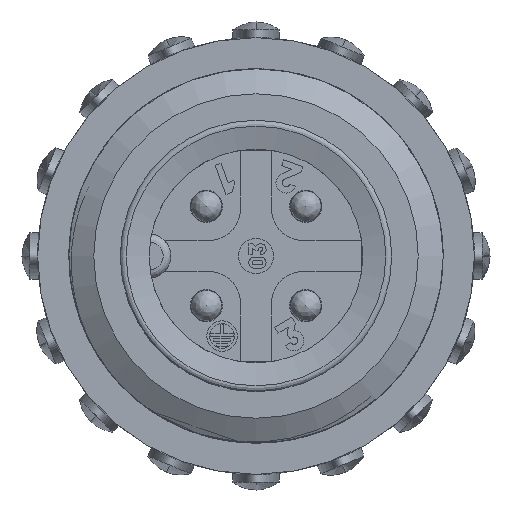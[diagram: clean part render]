
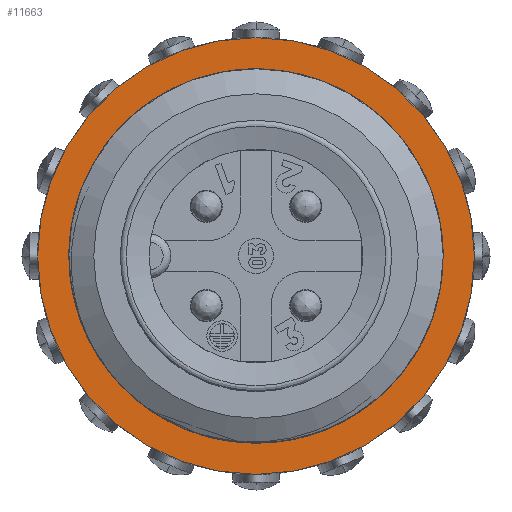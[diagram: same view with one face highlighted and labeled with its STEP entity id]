
A CAD part, left-side view. The second image highlights one B-rep face of the part: STEP entity #11663.
In plain terms, the highlighted planar face has unit normal (-1, 0, 0).
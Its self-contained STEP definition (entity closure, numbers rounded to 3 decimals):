
#6257=B_SPLINE_CURVE_WITH_KNOTS('',3,(#32451,#32452,#32453,#32454,#32455,
#32456,#32457,#32458,#32459,#32460,#32461,#32462,#32463,#32464),
 .UNSPECIFIED.,.F.,.F.,(4,2,2,2,2,2,4),(0.,0.063,0.125,0.25,
0.375,0.5,1.),.UNSPECIFIED.);
#6259=B_SPLINE_CURVE_WITH_KNOTS('',3,(#32676,#32677,#32678,#32679),
 .UNSPECIFIED.,.F.,.F.,(4,4),(0.,1.),.UNSPECIFIED.);
#6260=B_SPLINE_CURVE_WITH_KNOTS('',3,(#32818,#32819,#32820,#32821,#32822,
#32823,#32824,#32825,#32826,#32827,#32828,#32829,#32830,#32831,#32832),
 .UNSPECIFIED.,.F.,.F.,(4,2,2,2,1,2,2,4),(0.,0.5,0.625,
0.75,0.813,0.844,0.875,
1.),.UNSPECIFIED.);
#6261=B_SPLINE_CURVE_WITH_KNOTS('',3,(#33033,#33034,#33035,#33036,#33037,
#33038,#33039,#33040,#33041,#33042,#33043,#33044,#33045,#33046),
 .UNSPECIFIED.,.F.,.F.,(4,2,2,2,2,2,4),(0.,0.063,0.094,
0.125,0.25,0.5,1.),.UNSPECIFIED.);
#6263=B_SPLINE_CURVE_WITH_KNOTS('',3,(#33244,#33245,#33246,#33247),
 .UNSPECIFIED.,.F.,.F.,(4,4),(0.,1.),.UNSPECIFIED.);
#6264=B_SPLINE_CURVE_WITH_KNOTS('',3,(#33387,#33388,#33389,#33390,#33391,
#33392,#33393,#33394,#33395,#33396,#33397,#33398,#33399,#33400,#33401,#33402,
#33403),.UNSPECIFIED.,.F.,.F.,(4,2,2,2,1,2,2,2,4),(0.,0.25,
0.5,0.75,0.813,0.844,
0.875,0.938,1.),.UNSPECIFIED.);
#6846=PLANE('',#22323);
#11663=ADVANCED_FACE('',(#11943,#11944),#6846,.T.);
#11943=FACE_BOUND('',#12894,.T.);
#11944=FACE_BOUND('',#12895,.T.);
#12894=EDGE_LOOP('',(#17039,#17040,#17041,#17042,#17043,#17044));
#12895=EDGE_LOOP('',(#17045));
#17039=ORIENTED_EDGE('',*,*,#20671,.T.);
#17040=ORIENTED_EDGE('',*,*,#20669,.T.);
#17041=ORIENTED_EDGE('',*,*,#20667,.T.);
#17042=ORIENTED_EDGE('',*,*,#20665,.T.);
#17043=ORIENTED_EDGE('',*,*,#20663,.T.);
#17044=ORIENTED_EDGE('',*,*,#20661,.T.);
#17045=ORIENTED_EDGE('',*,*,#20734,.T.);
#18568=VERTEX_POINT('',#32450);
#18569=VERTEX_POINT('',#32465);
#18570=VERTEX_POINT('',#32680);
#18571=VERTEX_POINT('',#32833);
#18572=VERTEX_POINT('',#33047);
#18573=VERTEX_POINT('',#33248);
#18621=VERTEX_POINT('',#36333);
#20661=EDGE_CURVE('',#18569,#18568,#6257,.T.);
#20663=EDGE_CURVE('',#18570,#18569,#6259,.T.);
#20665=EDGE_CURVE('',#18571,#18570,#6260,.T.);
#20667=EDGE_CURVE('',#18572,#18571,#6261,.T.);
#20669=EDGE_CURVE('',#18573,#18572,#6263,.T.);
#20671=EDGE_CURVE('',#18568,#18573,#6264,.T.);
#20734=EDGE_CURVE('',#18621,#18621,#21205,.T.);
#21205=CIRCLE('',#22322,14.);
#22322=AXIS2_PLACEMENT_3D('',#36332,#26053,#26054);
#22323=AXIS2_PLACEMENT_3D('',#36334,#26055,#26056);
#26053=DIRECTION('',(-1.,0.,0.));
#26054=DIRECTION('',(0.,-1.,0.));
#26055=DIRECTION('',(-1.,0.,0.));
#26056=DIRECTION('',(0.,1.,0.));
#32450=CARTESIAN_POINT('',(-8.791,25.414,29.59));
#32451=CARTESIAN_POINT('',(-8.791,14.739,40.867));
#32452=CARTESIAN_POINT('',(-8.791,14.705,40.538));
#32453=CARTESIAN_POINT('',(-8.791,14.706,40.109));
#32454=CARTESIAN_POINT('',(-8.791,14.753,39.392));
#32455=CARTESIAN_POINT('',(-8.791,14.801,39.019));
#32456=CARTESIAN_POINT('',(-8.791,15.,37.955));
#32457=CARTESIAN_POINT('',(-8.791,15.223,37.227));
#32458=CARTESIAN_POINT('',(-8.791,15.79,35.878));
#32459=CARTESIAN_POINT('',(-8.791,16.132,35.242));
#32460=CARTESIAN_POINT('',(-8.791,16.935,34.046));
#32461=CARTESIAN_POINT('',(-8.791,17.417,33.465));
#32462=CARTESIAN_POINT('',(-8.791,19.908,30.966));
#32463=CARTESIAN_POINT('',(-8.791,22.579,29.766));
#32464=CARTESIAN_POINT('',(-8.791,25.414,29.59));
#32465=CARTESIAN_POINT('',(-8.791,14.739,40.867));
#32676=CARTESIAN_POINT('',(-8.791,15.369,43.584));
#32677=CARTESIAN_POINT('',(-8.791,15.045,42.71));
#32678=CARTESIAN_POINT('',(-8.791,14.834,41.794));
#32679=CARTESIAN_POINT('',(-8.791,14.739,40.867));
#32680=CARTESIAN_POINT('',(-8.791,15.369,43.584));
#32818=CARTESIAN_POINT('',(-8.791,26.799,51.959));
#32819=CARTESIAN_POINT('',(-8.791,24.133,52.123));
#32820=CARTESIAN_POINT('',(-8.791,21.539,51.301));
#32821=CARTESIAN_POINT('',(-8.791,18.932,49.261));
#32822=CARTESIAN_POINT('',(-8.791,18.451,48.812));
#32823=CARTESIAN_POINT('',(-8.791,17.572,47.831));
#32824=CARTESIAN_POINT('',(-8.791,17.153,47.268));
#32825=CARTESIAN_POINT('',(-8.791,16.647,46.458));
#32826=CARTESIAN_POINT('',(-8.791,16.407,46.037));
#32827=CARTESIAN_POINT('',(-8.791,16.187,45.592));
#32828=CARTESIAN_POINT('',(-8.791,16.044,45.291));
#32829=CARTESIAN_POINT('',(-8.791,15.962,45.109));
#32830=CARTESIAN_POINT('',(-8.791,15.687,44.468));
#32831=CARTESIAN_POINT('',(-8.791,15.528,44.028));
#32832=CARTESIAN_POINT('',(-8.791,15.369,43.584));
#32833=CARTESIAN_POINT('',(-8.791,26.799,51.959));
#33033=CARTESIAN_POINT('',(-8.791,37.109,42.238));
#33034=CARTESIAN_POINT('',(-8.791,37.047,42.499));
#33035=CARTESIAN_POINT('',(-8.791,36.978,42.795));
#33036=CARTESIAN_POINT('',(-8.791,36.9,43.135));
#33037=CARTESIAN_POINT('',(-8.791,36.871,43.252));
#33038=CARTESIAN_POINT('',(-8.791,36.806,43.496));
#33039=CARTESIAN_POINT('',(-8.791,36.779,43.592));
#33040=CARTESIAN_POINT('',(-8.791,36.537,44.401));
#33041=CARTESIAN_POINT('',(-8.791,36.332,44.957));
#33042=CARTESIAN_POINT('',(-8.791,35.472,46.795));
#33043=CARTESIAN_POINT('',(-8.791,34.71,47.881));
#33044=CARTESIAN_POINT('',(-8.791,31.905,50.677));
#33045=CARTESIAN_POINT('',(-8.791,29.447,51.795));
#33046=CARTESIAN_POINT('',(-8.791,26.799,51.959));
#33047=CARTESIAN_POINT('',(-8.791,37.109,42.238));
#33244=CARTESIAN_POINT('',(-8.791,37.4,39.464));
#33245=CARTESIAN_POINT('',(-8.791,37.419,40.397));
#33246=CARTESIAN_POINT('',(-8.791,37.323,41.33));
#33247=CARTESIAN_POINT('',(-8.791,37.109,42.238));
#33248=CARTESIAN_POINT('',(-8.791,37.4,39.464));
#33387=CARTESIAN_POINT('',(-8.791,25.414,29.59));
#33388=CARTESIAN_POINT('',(-8.791,26.853,29.501));
#33389=CARTESIAN_POINT('',(-8.791,28.284,29.681));
#33390=CARTESIAN_POINT('',(-8.791,30.976,30.528));
#33391=CARTESIAN_POINT('',(-8.791,32.192,31.166));
#33392=CARTESIAN_POINT('',(-8.791,34.419,32.911));
#33393=CARTESIAN_POINT('',(-8.791,35.3,33.897));
#33394=CARTESIAN_POINT('',(-8.791,36.216,35.451));
#33395=CARTESIAN_POINT('',(-8.791,36.464,35.924));
#33396=CARTESIAN_POINT('',(-8.791,36.673,36.406));
#33397=CARTESIAN_POINT('',(-8.791,36.803,36.73));
#33398=CARTESIAN_POINT('',(-8.791,36.853,36.862));
#33399=CARTESIAN_POINT('',(-8.791,37.054,37.446));
#33400=CARTESIAN_POINT('',(-8.791,37.15,37.783));
#33401=CARTESIAN_POINT('',(-8.791,37.34,38.685));
#33402=CARTESIAN_POINT('',(-8.791,37.392,39.095));
#33403=CARTESIAN_POINT('',(-8.791,37.4,39.464));
#36332=CARTESIAN_POINT('',(-8.791,26.156,41.567));
#36333=CARTESIAN_POINT('',(-8.791,12.156,41.567));
#36334=CARTESIAN_POINT('',(-8.791,9.03,58.72));
